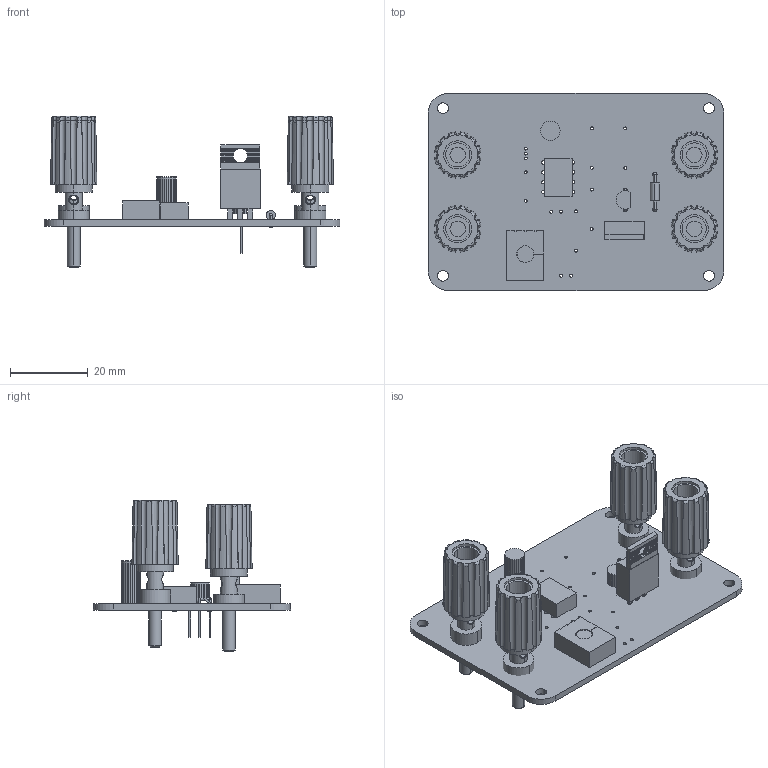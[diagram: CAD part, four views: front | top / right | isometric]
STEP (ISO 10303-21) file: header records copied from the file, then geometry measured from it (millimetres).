
FILE_DESCRIPTION (( 'STEP AP214' ), '1' );
FILE_NAME ('PWM_Driver_PCB(Fixed).step', '2017-03-31T14:54:22', ( '' ), ( '' ), 'SwSTEP 2.0', 'SolidWorks 2015', '' );
FILE_SCHEMA (( 'AUTOMOTIVE_DESIGN' ));
Length unit declared in the file: millimetre
Products named in the file (83): Extruded_10; 1444298256; Extruded_16; 1444298640; 790454240; Board_3; 1434208848; 1444304272; 1444300048; R4; D1; User_Library-Keystone_7007; Board; 1444299664; 1380979144; 1434209360; PWM_Driver_PCB(Fixed); Q2; Extruded_12; 1380979024; Extruded_17; 1444298896; 1444309136; Extruded_15; 1444299408; Board_4; Extruded_3; Extruded_24; 1444300688; 1444298768; Extruded; 1444300304; Extruded_2; Extruded_8; Extruded_5; 1380978784; Free-Models_2; User_Library-Keystone_7006; PCB3; Extruded_6 ...
Assembly tree (109 placements, depth 8):
  PWM_Driver_PCB(Fixed)
    Board
    R4
      1434208848
        Extruded
      1434209360
        Extruded_2
    J3
      User_Library-Keystone_7007
      User_Library-Keystone_7006
    Q1
      1444298256  x3
        Extruded_3
      1444298768  x3
        Extruded_4
      1444299408
        Extruded_5
      1444298640
        Extruded_6
      1444298896  x4
        Extruded_7
      1444300688  x2
        Extruded_8
      1444300304  x2
        Extruded_9
      1444299664  x2
        Extruded_10
      1444304272  x2
        Extruded_11
      1444301072  x4
        Extruded_12
      1444299280  x2
        Extruded_13
      1444306064  x2
        Extruded_14
      1444300048  x4
        Extruded_15
      1444300816  x2
        Extruded_16
      1444300560  x2
        Extruded_17
      1444299792  x4
        Extruded_18
      1444302224
        Extruded_19
    C1
      1444299024
        Extruded_20
    U2
      1444298128
        Extruded_21
    Q2
      PCB3
        Board_2
        Free-Models
          PCB1  x2
            Board_3
            Free-Models_2
              523779104
                Extruded_22
Bounding box: 76.2 x 50.8 x 39.15 mm (x, y, z)
Volume: 15146.9 mm3; surface area: 16779.6 mm2
Topology: 65 solids, 65 shells, 885 faces, 2201 edges, 1458 vertices
Faces by surface type: plane 523, cylinder 170, cone 124, bspline 68
Entity records: 36234 total; most frequent: CARTESIAN_POINT 12843, DIRECTION 3099, ORIENTED_EDGE 2950, EDGE_CURVE 1475, AXIS2_PLACEMENT_3D 1088, VERTEX_POINT 982, LINE 923, VECTOR 923
